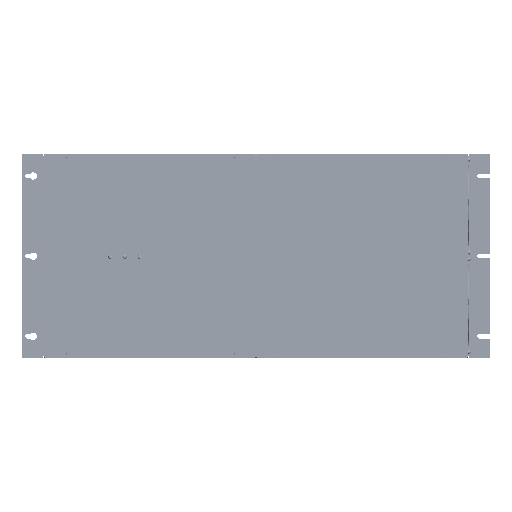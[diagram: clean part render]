
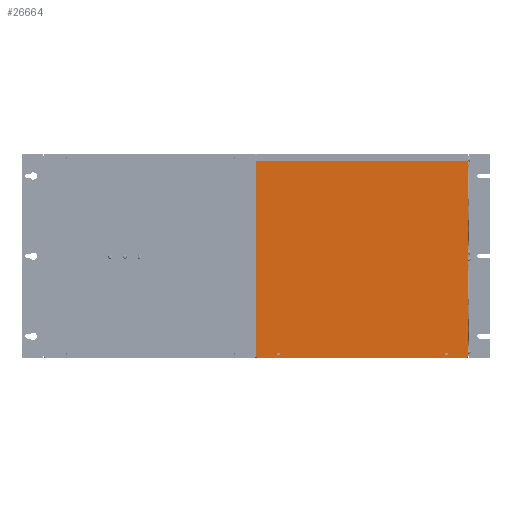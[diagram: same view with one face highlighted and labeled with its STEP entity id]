
A CAD part, top view. The second image highlights one B-rep face of the part: STEP entity #26664.
In plain terms, the highlighted planar face has unit normal (0, 0, 1).
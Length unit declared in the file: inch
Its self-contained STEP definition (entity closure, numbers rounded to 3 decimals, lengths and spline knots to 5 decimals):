
#28 = VERTEX_POINT ( 'NONE', #107881 ) ;
#1356 = CARTESIAN_POINT ( 'NONE',  ( 14.4625, 0.0625, 0. ) ) ;
#2465 = VERTEX_POINT ( 'NONE', #106274 ) ;
#2717 = CARTESIAN_POINT ( 'NONE',  ( 1.5, 0.25, 0. ) ) ;
#3352 = EDGE_CURVE ( 'NONE', #28, #109710, #19179, .T. ) ;
#6106 = AXIS2_PLACEMENT_3D ( 'NONE', #10343, #70604, #61010 ) ;
#10001 = DIRECTION ( 'NONE',  ( 1., 0., 0. ) ) ;
#10343 = CARTESIAN_POINT ( 'NONE',  ( 0., 0., 0. ) ) ;
#12402 = DIRECTION ( 'NONE',  ( 1., 0., 0. ) ) ;
#13098 = VERTEX_POINT ( 'NONE', #101311 ) ;
#14895 = CIRCLE ( 'NONE', #102397, 0.09675 ) ;
#15016 = CARTESIAN_POINT ( 'NONE',  ( 0.0625, 0.0625, 0. ) ) ;
#16453 = VERTEX_POINT ( 'NONE', #119536 ) ;
#17027 = DIRECTION ( 'NONE',  ( -1., 0., 0. ) ) ;
#19016 = DIRECTION ( 'NONE',  ( 1., 0., 0. ) ) ;
#19179 = CIRCLE ( 'NONE', #71609, 0.09675 ) ;
#20144 = VECTOR ( 'NONE', #30174, 39.37008 ) ;
#22581 = DIRECTION ( 'NONE',  ( 0., 0., 1. ) ) ;
#22684 = CARTESIAN_POINT ( 'NONE',  ( 1.5, 0.25, 0. ) ) ;
#26664 = ADVANCED_FACE ( 'NONE', ( #93190, #28861, #135006 ), #81560, .F. ) ;
#28861 = FACE_BOUND ( 'NONE', #97824, .T. ) ;
#29126 = LINE ( 'NONE', #123635, #121973 ) ;
#30174 = DIRECTION ( 'NONE',  ( 0., 1., 0. ) ) ;
#31206 = CARTESIAN_POINT ( 'NONE',  ( 13.025, 0.25, 0. ) ) ;
#31626 = ORIENTED_EDGE ( 'NONE', *, *, #83096, .F. ) ;
#31786 = CARTESIAN_POINT ( 'NONE',  ( 0.0625, 0., 0. ) ) ;
#37397 = ORIENTED_EDGE ( 'NONE', *, *, #80165, .F. ) ;
#39547 = EDGE_CURVE ( 'NONE', #86647, #85649, #54077, .T. ) ;
#47140 = CARTESIAN_POINT ( 'NONE',  ( 0., 0.0625, 0. ) ) ;
#47552 = AXIS2_PLACEMENT_3D ( 'NONE', #1356, #22581, #17027 ) ;
#51040 = DIRECTION ( 'NONE',  ( 1., 0., 0. ) ) ;
#53165 = EDGE_CURVE ( 'NONE', #13098, #16453, #104111, .T. ) ;
#54077 = CIRCLE ( 'NONE', #130626, 0.0625 ) ;
#54420 = CARTESIAN_POINT ( 'NONE',  ( 1.40325, 0.25, 0. ) ) ;
#54993 = EDGE_CURVE ( 'NONE', #109710, #28, #133927, .T. ) ;
#56263 = CIRCLE ( 'NONE', #47552, 0.0625 ) ;
#56401 = CARTESIAN_POINT ( 'NONE',  ( 14.4625, 0., 0. ) ) ;
#59591 = AXIS2_PLACEMENT_3D ( 'NONE', #31206, #72975, #10001 ) ;
#61010 = DIRECTION ( 'NONE',  ( -1., 0., 0. ) ) ;
#62835 = EDGE_LOOP ( 'NONE', ( #37397, #63634, #79104, #119545, #93970, #133907 ) ) ;
#63634 = ORIENTED_EDGE ( 'NONE', *, *, #83570, .T. ) ;
#63698 = ORIENTED_EDGE ( 'NONE', *, *, #132810, .F. ) ;
#65290 = VERTEX_POINT ( 'NONE', #66757 ) ;
#66757 = CARTESIAN_POINT ( 'NONE',  ( 1.59675, 0.25, 0. ) ) ;
#67752 = CIRCLE ( 'NONE', #133715, 0.09675 ) ;
#70604 = DIRECTION ( 'NONE',  ( 0., 0., -1. ) ) ;
#71609 = AXIS2_PLACEMENT_3D ( 'NONE', #121635, #98355, #120275 ) ;
#72975 = DIRECTION ( 'NONE',  ( 0., 0., 1. ) ) ;
#73202 = EDGE_LOOP ( 'NONE', ( #63698, #31626 ) ) ;
#74573 = CARTESIAN_POINT ( 'NONE',  ( 13.12175, 0.25, 0. ) ) ;
#78021 = VERTEX_POINT ( 'NONE', #54420 ) ;
#79104 = ORIENTED_EDGE ( 'NONE', *, *, #39547, .T. ) ;
#80165 = EDGE_CURVE ( 'NONE', #2465, #16453, #132054, .T. ) ;
#81191 = VERTEX_POINT ( 'NONE', #56401 ) ;
#81560 = PLANE ( 'NONE',  #6106 ) ;
#81948 = EDGE_CURVE ( 'NONE', #81191, #13098, #56263, .T. ) ;
#82534 = EDGE_CURVE ( 'NONE', #85649, #81191, #29126, .T. ) ;
#83096 = EDGE_CURVE ( 'NONE', #78021, #65290, #14895, .T. ) ;
#83550 = CARTESIAN_POINT ( 'NONE',  ( 14.525, 0., 0. ) ) ;
#83570 = EDGE_CURVE ( 'NONE', #2465, #86647, #107972, .T. ) ;
#85649 = VERTEX_POINT ( 'NONE', #31786 ) ;
#86647 = VERTEX_POINT ( 'NONE', #47140 ) ;
#90102 = CARTESIAN_POINT ( 'NONE',  ( 0., 0., 0. ) ) ;
#90890 = CARTESIAN_POINT ( 'NONE',  ( 0., 13.45, 0. ) ) ;
#93190 = FACE_BOUND ( 'NONE', #73202, .T. ) ;
#93970 = ORIENTED_EDGE ( 'NONE', *, *, #81948, .T. ) ;
#97824 = EDGE_LOOP ( 'NONE', ( #100177, #111975 ) ) ;
#98355 = DIRECTION ( 'NONE',  ( 0., 0., 1. ) ) ;
#99748 = VECTOR ( 'NONE', #19016, 39.37008 ) ;
#99898 = DIRECTION ( 'NONE',  ( -1., 0., 0. ) ) ;
#100177 = ORIENTED_EDGE ( 'NONE', *, *, #54993, .F. ) ;
#100323 = VECTOR ( 'NONE', #120976, 39.37008 ) ;
#101311 = CARTESIAN_POINT ( 'NONE',  ( 14.525, 0.0625, 0. ) ) ;
#102397 = AXIS2_PLACEMENT_3D ( 'NONE', #2717, #126034, #127387 ) ;
#104111 = LINE ( 'NONE', #83550, #20144 ) ;
#106274 = CARTESIAN_POINT ( 'NONE',  ( 0., 13.45, 0. ) ) ;
#107881 = CARTESIAN_POINT ( 'NONE',  ( 12.92825, 0.25, 0. ) ) ;
#107972 = LINE ( 'NONE', #90102, #100323 ) ;
#109491 = DIRECTION ( 'NONE',  ( 0., 0., 1. ) ) ;
#109710 = VERTEX_POINT ( 'NONE', #74573 ) ;
#111975 = ORIENTED_EDGE ( 'NONE', *, *, #3352, .F. ) ;
#119536 = CARTESIAN_POINT ( 'NONE',  ( 14.525, 13.45, 0. ) ) ;
#119545 = ORIENTED_EDGE ( 'NONE', *, *, #82534, .T. ) ;
#120275 = DIRECTION ( 'NONE',  ( 1., 0., 0. ) ) ;
#120976 = DIRECTION ( 'NONE',  ( 0., -1., 0. ) ) ;
#121635 = CARTESIAN_POINT ( 'NONE',  ( 13.025, 0.25, 0. ) ) ;
#121973 = VECTOR ( 'NONE', #51040, 39.37008 ) ;
#123635 = CARTESIAN_POINT ( 'NONE',  ( 0., 0., 0. ) ) ;
#126034 = DIRECTION ( 'NONE',  ( 0., 0., 1. ) ) ;
#127387 = DIRECTION ( 'NONE',  ( 1., 0., 0. ) ) ;
#128125 = DIRECTION ( 'NONE',  ( 0., 0., 1. ) ) ;
#130626 = AXIS2_PLACEMENT_3D ( 'NONE', #15016, #109491, #99898 ) ;
#132054 = LINE ( 'NONE', #90890, #99748 ) ;
#132810 = EDGE_CURVE ( 'NONE', #65290, #78021, #67752, .T. ) ;
#133715 = AXIS2_PLACEMENT_3D ( 'NONE', #22684, #128125, #12402 ) ;
#133907 = ORIENTED_EDGE ( 'NONE', *, *, #53165, .T. ) ;
#133927 = CIRCLE ( 'NONE', #59591, 0.09675 ) ;
#135006 = FACE_OUTER_BOUND ( 'NONE', #62835, .T. ) ;
